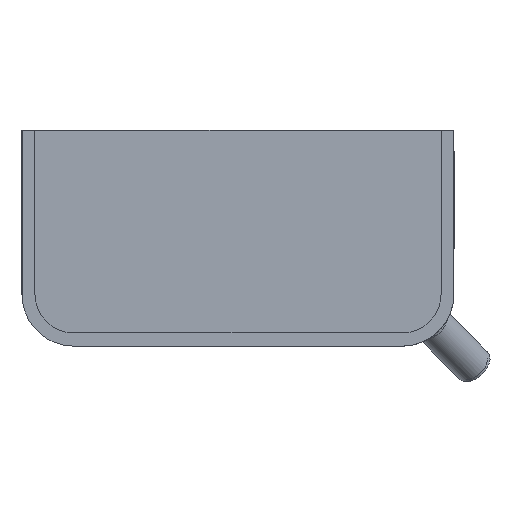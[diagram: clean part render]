
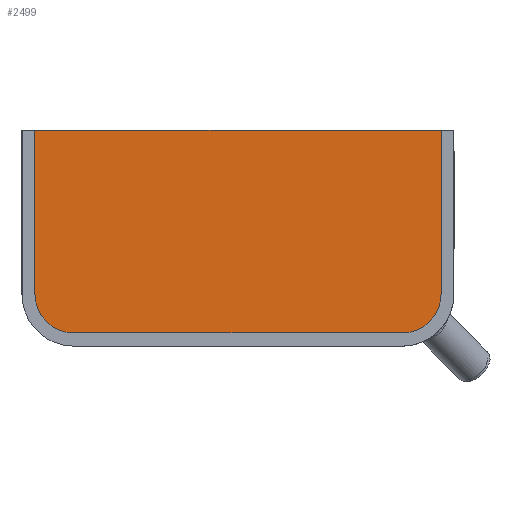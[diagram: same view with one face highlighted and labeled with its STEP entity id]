
A CAD part, left-side view. The second image highlights one B-rep face of the part: STEP entity #2499.
In plain terms, the highlighted planar face has unit normal (-1, 0, 0).
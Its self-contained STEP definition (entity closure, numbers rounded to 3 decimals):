
#303=LINE($,#4162,#500);
#306=LINE($,#4167,#503);
#307=LINE($,#4171,#504);
#308=LINE($,#4174,#505);
#500=VECTOR($,#3252,94.);
#503=VECTOR($,#3257,37.967);
#504=VECTOR($,#3260,76.);
#505=VECTOR($,#3263,37.967);
#666=FACE_OUTER_BOUND($,#862,.T.);
#862=EDGE_LOOP($,(#1918,#1919,#1920,#1921,#1922,#1923));
#986=CIRCLE($,#2715,9.);
#987=CIRCLE($,#2716,9.);
#1178=VERTEX_POINT($,#4159);
#1179=VERTEX_POINT($,#4161);
#1180=VERTEX_POINT($,#4166);
#1181=VERTEX_POINT($,#4168);
#1182=VERTEX_POINT($,#4170);
#1183=VERTEX_POINT($,#4172);
#1448=EDGE_CURVE($,#1179,#1178,#303,.T.);
#1451=EDGE_CURVE($,#1180,#1178,#306,.T.);
#1452=EDGE_CURVE($,#1181,#1180,#986,.T.);
#1453=EDGE_CURVE($,#1182,#1181,#307,.T.);
#1454=EDGE_CURVE($,#1183,#1182,#987,.T.);
#1455=EDGE_CURVE($,#1179,#1183,#308,.T.);
#1918=ORIENTED_EDGE($,*,*,#1448,.T.);
#1919=ORIENTED_EDGE($,*,*,#1451,.F.);
#1920=ORIENTED_EDGE($,*,*,#1452,.F.);
#1921=ORIENTED_EDGE($,*,*,#1453,.F.);
#1922=ORIENTED_EDGE($,*,*,#1454,.F.);
#1923=ORIENTED_EDGE($,*,*,#1455,.F.);
#2226=PLANE($,#2714);
#2499=ADVANCED_FACE($,(#666),#2226,.T.);
#2714=AXIS2_PLACEMENT_3D($,#4165,#3255,#3256);
#2715=AXIS2_PLACEMENT_3D($,#4169,#3258,#3259);
#2716=AXIS2_PLACEMENT_3D($,#4173,#3261,#3262);
#3252=DIRECTION($,(0.,1.,0.));
#3255=DIRECTION('center_axis',(-1.,0.,0.));
#3256=DIRECTION('ref_axis',(0.,1.,0.));
#3257=DIRECTION($,(0.,0.,1.));
#3258=DIRECTION('center_axis',(1.,0.,0.));
#3259=DIRECTION('ref_axis',(0.,0.707,-0.707));
#3260=DIRECTION($,(0.,1.,0.));
#3261=DIRECTION('center_axis',(1.,0.,0.));
#3262=DIRECTION('ref_axis',(0.,-0.707,-0.707));
#3263=DIRECTION($,(0.,0.,-1.));
#4159=CARTESIAN_POINT('',(-250.,46.983,50.));
#4161=CARTESIAN_POINT('',(-250.,-47.017,50.));
#4162=CARTESIAN_POINT($,(-250.,-0.009,50.));
#4165=CARTESIAN_POINT('Origin',(-250.,-0.017,27.033));
#4166=CARTESIAN_POINT('',(-250.,46.983,12.033));
#4167=CARTESIAN_POINT($,(-250.,46.983,51.033));
#4168=CARTESIAN_POINT('',(-250.,37.983,3.033));
#4169=CARTESIAN_POINT('Origin',(-250.,37.983,12.033));
#4170=CARTESIAN_POINT('',(-250.,-38.017,3.033));
#4171=CARTESIAN_POINT($,(-250.,46.983,3.033));
#4172=CARTESIAN_POINT('',(-250.,-47.017,12.033));
#4173=CARTESIAN_POINT('Origin',(-250.,-38.017,12.033));
#4174=CARTESIAN_POINT($,(-250.,-47.017,3.033));
